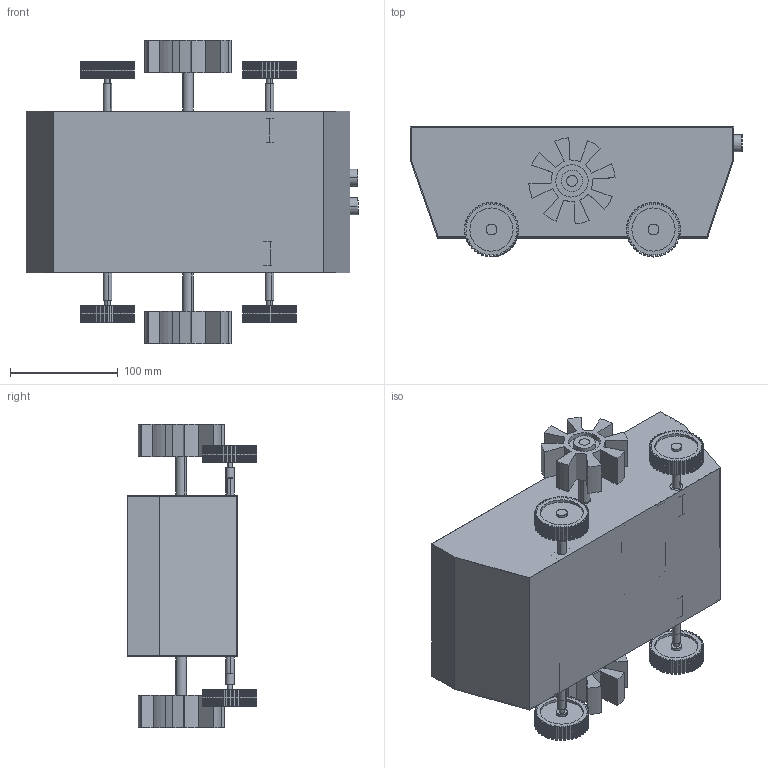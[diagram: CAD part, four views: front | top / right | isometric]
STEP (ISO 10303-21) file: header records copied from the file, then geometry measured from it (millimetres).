
FILE_DESCRIPTION (( 'STEP AP214' ), '1' );
FILE_NAME ('ResQ Robot Assemble.STEP', '2021-06-04T13:19:15', ( '' ), ( '' ), 'SwSTEP 2.0', 'SolidWorks 2020', '' );
FILE_SCHEMA (( 'AUTOMOTIVE_DESIGN' ));
Length unit declared in the file: millimetre
Products named in the file (8): Body RESQ; gear paling baru; arduino-UNO.step; ResQ Robot Assemble; Long shaft; motor.step; ultrasonic-sensor.step; Tayar Land
Assembly tree (14 placements, depth 2):
  ResQ Robot Assemble
    Body RESQ
    gear paling baru  x2
    motor.step  x4
    Tayar Land  x4
    arduino-UNO.step
    ultrasonic-sensor.step
    Long shaft
Bounding box: 307.5 x 120.07 x 281 mm (x, y, z)
Volume: 667019.3 mm3; surface area: 404647.8 mm2
Topology: 16 solids, 16 shells, 1725 faces, 4690 edges, 3114 vertices
Faces by surface type: plane 980, cylinder 735, bspline 8, torus 2
Entity records: 23819 total; most frequent: CARTESIAN_POINT 4221, DIRECTION 4008, ORIENTED_EDGE 3956, EDGE_CURVE 1978, VECTOR 1502, LINE 1502, VERTEX_POINT 1306, AXIS2_PLACEMENT_3D 1253
